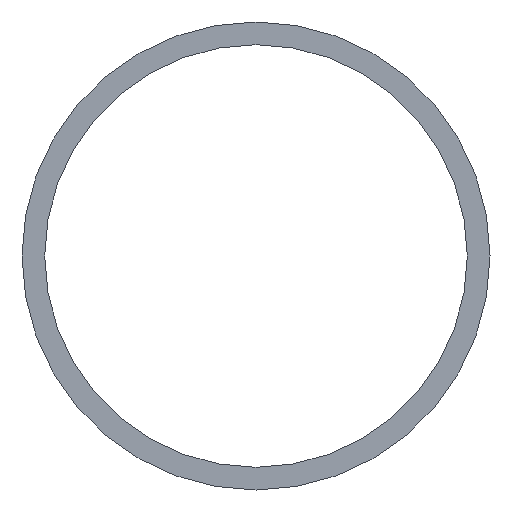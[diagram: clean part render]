
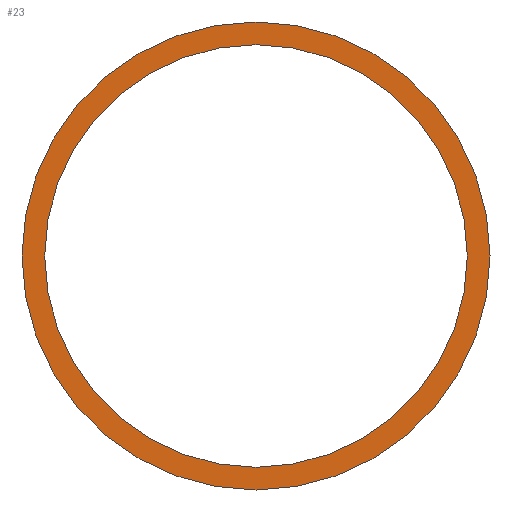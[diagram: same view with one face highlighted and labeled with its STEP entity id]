
A CAD part, front view. The second image highlights one B-rep face of the part: STEP entity #23.
In plain terms, the highlighted planar face has unit normal (0, -1, 0).
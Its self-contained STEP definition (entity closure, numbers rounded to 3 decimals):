
#2 = DIRECTION ( 'NONE',  ( 0., 1., 0. ) ) ;
#4 = CARTESIAN_POINT ( 'NONE',  ( 0., 0., 0. ) ) ;
#5 = DIRECTION ( 'NONE',  ( 0., 1., 0. ) ) ;
#7 = DIRECTION ( 'NONE',  ( 0., 0., 1. ) ) ;
#8 = VERTEX_POINT ( 'NONE', #42 ) ;
#9 = CARTESIAN_POINT ( 'NONE',  ( 0., 0., 0. ) ) ;
#10 = CARTESIAN_POINT ( 'NONE',  ( 0., 0., 20.6 ) ) ;
#16 = AXIS2_PLACEMENT_3D ( 'NONE', #189, #173, #7 ) ;
#19 = EDGE_LOOP ( 'NONE', ( #228, #216 ) ) ;
#23 = ADVANCED_FACE ( 'NONE', ( #92, #211 ), #134, .F. ) ;
#26 = CIRCLE ( 'NONE', #230, 18.6 ) ;
#41 = VERTEX_POINT ( 'NONE', #80 ) ;
#42 = CARTESIAN_POINT ( 'NONE',  ( 0., 0., -18.6 ) ) ;
#43 = DIRECTION ( 'NONE',  ( 0., 0., 1. ) ) ;
#46 = DIRECTION ( 'NONE',  ( 0., 1., 0. ) ) ;
#49 = VERTEX_POINT ( 'NONE', #10 ) ;
#50 = CARTESIAN_POINT ( 'NONE',  ( 0., 0., 0. ) ) ;
#57 = AXIS2_PLACEMENT_3D ( 'NONE', #4, #5, #60 ) ;
#60 = DIRECTION ( 'NONE',  ( 0., 0., 1. ) ) ;
#63 = DIRECTION ( 'NONE',  ( 0., 0., 1. ) ) ;
#64 = CIRCLE ( 'NONE', #215, 18.6 ) ;
#74 = ORIENTED_EDGE ( 'NONE', *, *, #106, .T. ) ;
#77 = CARTESIAN_POINT ( 'NONE',  ( 0., 0., -20.6 ) ) ;
#80 = CARTESIAN_POINT ( 'NONE',  ( 0., 0., 18.6 ) ) ;
#92 = FACE_OUTER_BOUND ( 'NONE', #19, .T. ) ;
#96 = CIRCLE ( 'NONE', #57, 20.6 ) ;
#101 = ORIENTED_EDGE ( 'NONE', *, *, #197, .T. ) ;
#106 = EDGE_CURVE ( 'NONE', #41, #8, #64, .T. ) ;
#122 = CIRCLE ( 'NONE', #16, 20.6 ) ;
#132 = EDGE_LOOP ( 'NONE', ( #101, #74 ) ) ;
#134 = PLANE ( 'NONE',  #231 ) ;
#152 = DIRECTION ( 'NONE',  ( 0., 0., 1. ) ) ;
#153 = DIRECTION ( 'NONE',  ( 0., 1., 0. ) ) ;
#158 = EDGE_CURVE ( 'NONE', #166, #49, #122, .T. ) ;
#166 = VERTEX_POINT ( 'NONE', #77 ) ;
#173 = DIRECTION ( 'NONE',  ( 0., 1., 0. ) ) ;
#189 = CARTESIAN_POINT ( 'NONE',  ( 0., 0., 0. ) ) ;
#192 = CARTESIAN_POINT ( 'NONE',  ( 0., 0., 0. ) ) ;
#197 = EDGE_CURVE ( 'NONE', #8, #41, #26, .T. ) ;
#211 = FACE_BOUND ( 'NONE', #132, .T. ) ;
#215 = AXIS2_PLACEMENT_3D ( 'NONE', #50, #46, #63 ) ;
#216 = ORIENTED_EDGE ( 'NONE', *, *, #217, .F. ) ;
#217 = EDGE_CURVE ( 'NONE', #49, #166, #96, .T. ) ;
#228 = ORIENTED_EDGE ( 'NONE', *, *, #158, .F. ) ;
#230 = AXIS2_PLACEMENT_3D ( 'NONE', #9, #153, #43 ) ;
#231 = AXIS2_PLACEMENT_3D ( 'NONE', #192, #2, #152 ) ;
